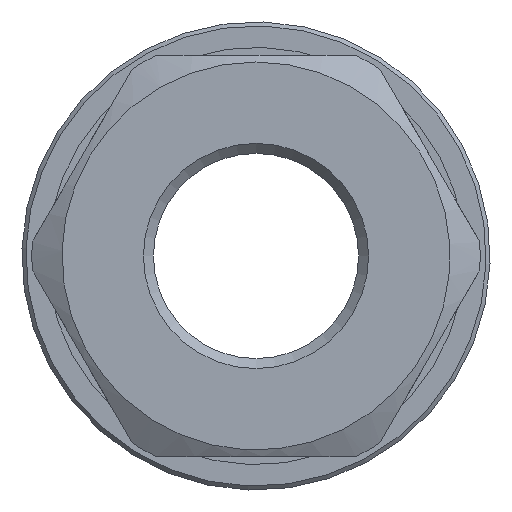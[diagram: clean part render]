
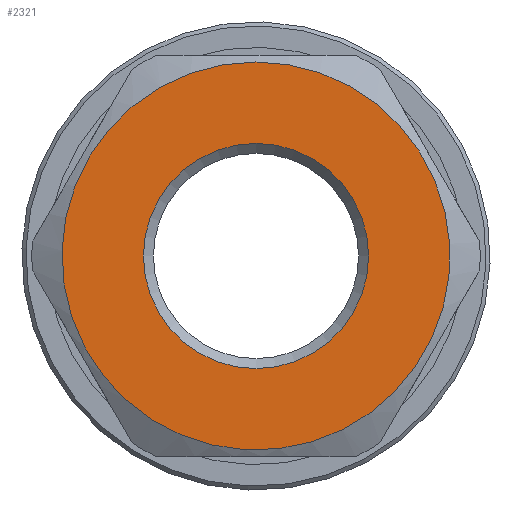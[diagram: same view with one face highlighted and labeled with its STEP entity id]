
A CAD part, left-side view. The second image highlights one B-rep face of the part: STEP entity #2321.
In plain terms, the highlighted planar face has unit normal (-1, 0, 0).
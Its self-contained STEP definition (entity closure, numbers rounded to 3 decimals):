
#140=PLANE('',#2469);
#273=ORIENTED_EDGE('',*,*,#604,.T.);
#274=ORIENTED_EDGE('',*,*,#606,.T.);
#604=EDGE_CURVE('',#783,#783,#934,.F.);
#606=EDGE_CURVE('',#785,#785,#936,.T.);
#783=VERTEX_POINT('',#3186);
#785=VERTEX_POINT('',#3192);
#934=CIRCLE('',#2466,8.415);
#936=CIRCLE('',#2470,14.5);
#1064=EDGE_LOOP('',(#273));
#1065=EDGE_LOOP('',(#274));
#1286=FACE_BOUND('',#1064,.T.);
#1287=FACE_BOUND('',#1065,.T.);
#2321=ADVANCED_FACE('',(#1286,#1287),#140,.T.);
#2466=AXIS2_PLACEMENT_3D('',#3185,#2737,#2738);
#2469=AXIS2_PLACEMENT_3D('',#3190,#2743,#2744);
#2470=AXIS2_PLACEMENT_3D('',#3191,#2745,#2746);
#2737=DIRECTION('',(-1.,0.,0.));
#2738=DIRECTION('',(0.,0.,1.));
#2743=DIRECTION('',(-1.,0.,0.));
#2744=DIRECTION('',(0.,0.,1.));
#2745=DIRECTION('',(-1.,0.,0.));
#2746=DIRECTION('',(0.,0.,1.));
#3185=CARTESIAN_POINT('',(0.,0.,0.));
#3186=CARTESIAN_POINT('',(0.,0.,8.415));
#3190=CARTESIAN_POINT('',(0.,0.,0.));
#3191=CARTESIAN_POINT('',(0.,0.,0.));
#3192=CARTESIAN_POINT('',(0.,0.,14.5));
